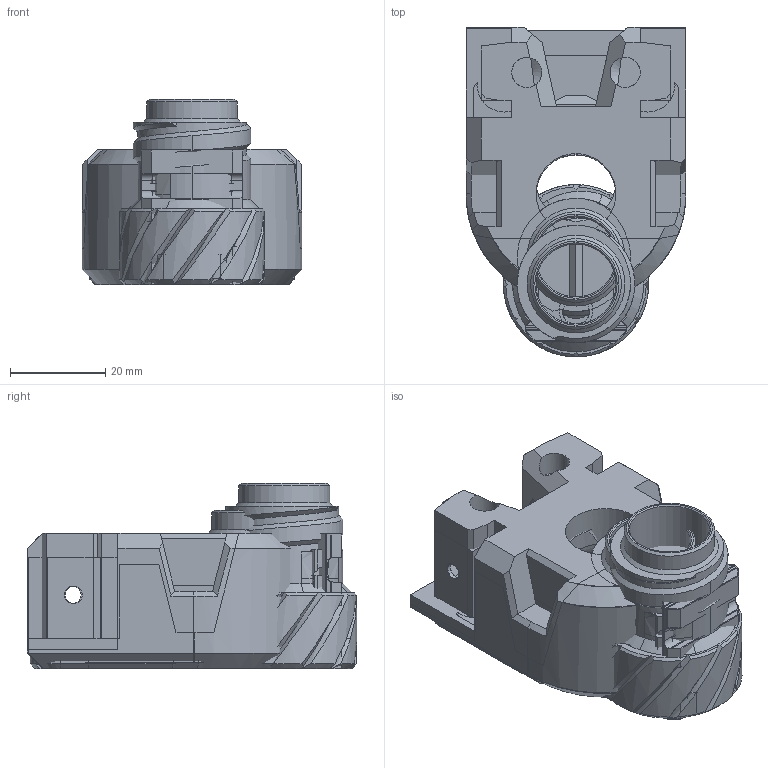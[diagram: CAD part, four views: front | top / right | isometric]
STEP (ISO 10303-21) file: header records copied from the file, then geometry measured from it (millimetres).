
FILE_DESCRIPTION(/* description */ (''),/* implementation_level */ '2;1');
FILE_NAME(/* name */ 'Muzzles v107.step',/* time_stamp */ '2021-08-11T21:32:20-04:00',/* author */ (''),/* organization */ (''),/* preprocessor_version */ 'ST-DEVELOPER v18.1',/* originating_system */ 'Autodesk Translation Framework v10.9.0.1377',/* authorisation */ '');
FILE_SCHEMA (('AUTOMOTIVE_DESIGN { 1 0 10303 214 3 1 1 }'));
Length unit declared in the file: millimetre
Products named in the file (1): Muzzles
Bounding box: 46.04 x 69.15 x 38.81 mm (x, y, z)
Surface area: 62263 mm2
Topology: 7 solids, 7 shells, 876 faces, 2703 edges, 1829 vertices
Faces by surface type: plane 526, cylinder 173, cone 95, bspline 78, torus 4
Full cylindrical faces by diameter (mm): 2.413 x6, 2.48 x2, 3.556 x4, 3.81 x1, 5.207 x1, 5.588 x7, 6.35 x4, 9.398 x1, 16.764 x2, 16.771 x1, 19.05 x2, 22.86 x2, 23.622 x4, 24.632 x2, 25.908 x8, 26.8 x1, 28.8 x1
Entity records: 44429 total; most frequent: CARTESIAN_POINT 20947, ORIENTED_EDGE 5406, DIRECTION 4276, EDGE_CURVE 2703, VERTEX_POINT 1829, LINE 1592, VECTOR 1592, AXIS2_PLACEMENT_3D 1342
